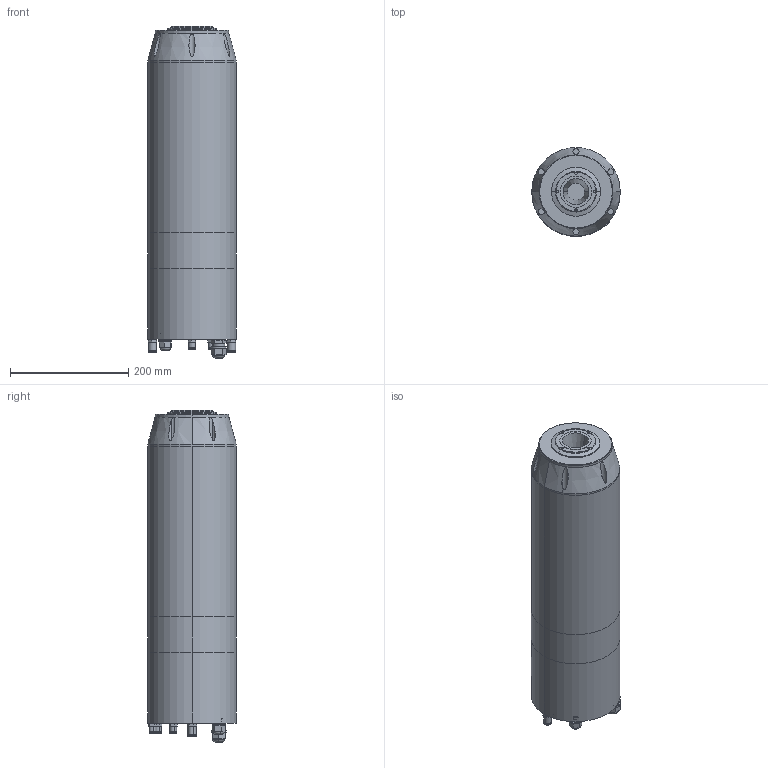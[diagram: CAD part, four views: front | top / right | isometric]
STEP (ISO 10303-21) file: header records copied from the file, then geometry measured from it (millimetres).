
FILE_DESCRIPTION (( 'STEP AP214' ), '1' );
FILE_NAME ('GDL150-40-12Z-12-4P軞蚾.STEP', '2021-05-21T04:59:20', ( '萇齟' ), ( '' ), 'SwSTEP 2.0', 'SolidWorks 2018', '' );
FILE_SCHEMA (( 'AUTOMOTIVE_DESIGN' ));
Length unit declared in the file: millimetre
Products named in the file (10): GDL150-40-12Z-12-4P前螺母; GDL150-40-12Z-12-4P軞蚾; 陓瘍羲壽M12; GDL150-40-12Z-12-4P气缸1; 萇埭羲壽M16; GDL150-40-12Z-12-4P气缸2; 籵蚚M10阨郲; 150イ詰裔; 籵蚚M10ァ郲; GDL150-40-12Z-12-4P儂褲
Assembly tree (12 placements, depth 3):
  GDL150-40-12Z-12-4P軞蚾
    GDL150-40-12Z-12-4P儂褲
    GDL150-40-12Z-12-4P前螺母
    GDL150-40-12Z-12-4P气缸1
    150イ詰裔
      GDL150-40-12Z-12-4P气缸2
      萇埭羲壽M16
      籵蚚M10ァ郲  x3
      籵蚚M10阨郲  x2
      陓瘍羲壽M12
Bounding box: 150 x 150 x 562.47 mm (x, y, z)
Volume: 9060616 mm3; surface area: 416630.6 mm2
Topology: 11 solids, 11 shells, 326 faces, 726 edges, 444 vertices
Faces by surface type: plane 142, cylinder 138, cone 42, torus 4
Entity records: 8288 total; most frequent: CARTESIAN_POINT 1742, DIRECTION 1348, ORIENTED_EDGE 1108, EDGE_CURVE 554, AXIS2_PLACEMENT_3D 530, VERTEX_POINT 348, EDGE_LOOP 318, VECTOR 288
